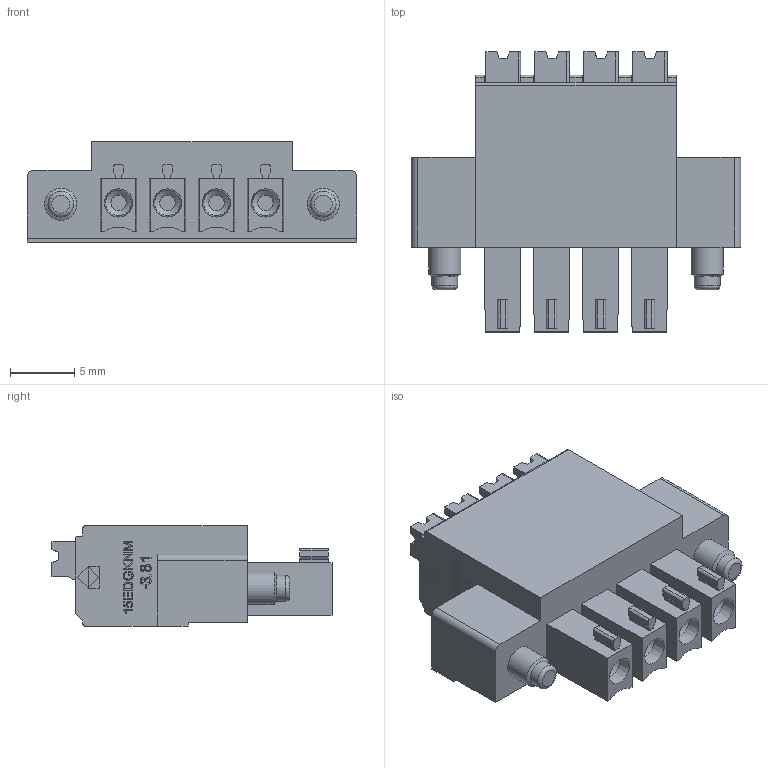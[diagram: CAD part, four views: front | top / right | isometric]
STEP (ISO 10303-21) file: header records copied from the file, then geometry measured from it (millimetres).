
FILE_DESCRIPTION(/* description */ ('Unknown'),/* implementation_level */ '2;1');
FILE_NAME(/* name */ '15EDGKNM-3.81-04P-1Y-1000A(H)-C',/* time_stamp */ '2022-06-22T15:17:00+08:00',/* author */ ('Unknown'),/* organization */ ('Unknown'),/* preprocessor_version */ 'ST-DEVELOPER v16.7',/* originating_system */ 'Solid Edge',/* authorisation */ 'Unknown');
FILE_SCHEMA (('AUTOMOTIVE_DESIGN {1 0 10303 214 3 1 1}'));
Length unit declared in the file: millimetre
Products named in the file (1): 15EDGKNM-3
Bounding box: 25.63 x 21.8 x 7.8 mm (x, y, z)
Volume: 2200 mm3; surface area: 1898.3 mm2
Topology: 1 solids, 1 shells, 761 faces, 2149 edges, 1426 vertices
Faces by surface type: plane 661, cylinder 68, cone 16, torus 8, bspline 8
Full cylindrical faces by diameter (mm): 1.3 x4, 2 x2, 2.5 x2, 3.85 x2
Entity records: 24212 total; most frequent: CARTESIAN_POINT 4674, ORIENTED_EDGE 4218, DIRECTION 3730, EDGE_CURVE 2109, LINE 1850, VECTOR 1850, VERTEX_POINT 1412, AXIS2_PLACEMENT_3D 940
